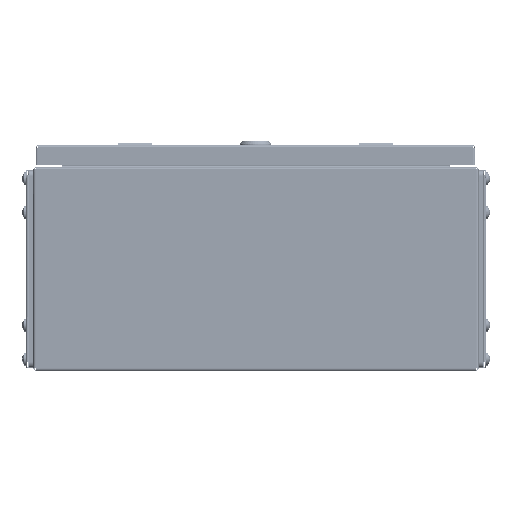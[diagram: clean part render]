
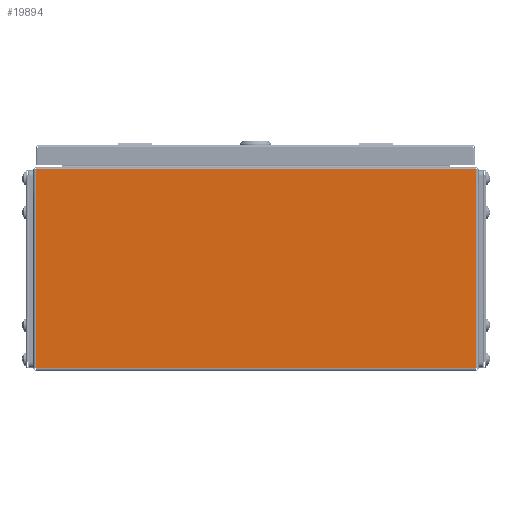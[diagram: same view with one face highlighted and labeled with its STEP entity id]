
A CAD part, left-side view. The second image highlights one B-rep face of the part: STEP entity #19894.
In plain terms, the highlighted planar face has unit normal (-1, 0, 0).
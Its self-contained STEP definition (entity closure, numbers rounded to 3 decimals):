
#7424 = CARTESIAN_POINT ( 'NONE',  ( -250., -195.5, 1. ) ) ;
#7536 = VERTEX_POINT ( 'NONE', #86819 ) ;
#8835 = CARTESIAN_POINT ( 'NONE',  ( -250., -195.5, 177.5 ) ) ;
#11478 = CARTESIAN_POINT ( 'NONE',  ( -250., -195.5, 177.5 ) ) ;
#17284 = LINE ( 'NONE', #23895, #63970 ) ;
#17920 = FACE_OUTER_BOUND ( 'NONE', #45658, .T. ) ;
#18356 = DIRECTION ( 'NONE',  ( 0., 0., -1. ) ) ;
#18609 = DIRECTION ( 'NONE',  ( 0., 0., 1. ) ) ;
#19894 = ADVANCED_FACE ( 'NONE', ( #17920 ), #51461, .F. ) ;
#19895 = AXIS2_PLACEMENT_3D ( 'NONE', #44854, #38251, #18356 ) ;
#22832 = VERTEX_POINT ( 'NONE', #7424 ) ;
#23895 = CARTESIAN_POINT ( 'NONE',  ( -250., 195.5, 1. ) ) ;
#25830 = ORIENTED_EDGE ( 'NONE', *, *, #51657, .F. ) ;
#26420 = EDGE_CURVE ( 'NONE', #7536, #56991, #49357, .T. ) ;
#36020 = VECTOR ( 'NONE', #60763, 1000. ) ;
#36567 = DIRECTION ( 'NONE',  ( 0., 0., -1. ) ) ;
#37594 = ORIENTED_EDGE ( 'NONE', *, *, #39052, .T. ) ;
#38251 = DIRECTION ( 'NONE',  ( 1., 0., 0. ) ) ;
#39052 = EDGE_CURVE ( 'NONE', #45162, #7536, #73570, .T. ) ;
#41551 = EDGE_CURVE ( 'NONE', #22832, #45162, #59630, .T. ) ;
#42371 = ORIENTED_EDGE ( 'NONE', *, *, #26420, .T. ) ;
#42921 = DIRECTION ( 'NONE',  ( 0., 1., 0. ) ) ;
#43194 = CARTESIAN_POINT ( 'NONE',  ( -250., 195.5, 0. ) ) ;
#44854 = CARTESIAN_POINT ( 'NONE',  ( -250., 0., 0. ) ) ;
#45162 = VERTEX_POINT ( 'NONE', #8835 ) ;
#45658 = EDGE_LOOP ( 'NONE', ( #37594, #42371, #25830, #69689 ) ) ;
#49357 = LINE ( 'NONE', #43194, #72664 ) ;
#51461 = PLANE ( 'NONE',  #19895 ) ;
#51657 = EDGE_CURVE ( 'NONE', #22832, #56991, #17284, .T. ) ;
#56991 = VERTEX_POINT ( 'NONE', #64275 ) ;
#58351 = VECTOR ( 'NONE', #18609, 1000. ) ;
#59630 = LINE ( 'NONE', #66696, #58351 ) ;
#60763 = DIRECTION ( 'NONE',  ( 0., 1., 0. ) ) ;
#63970 = VECTOR ( 'NONE', #42921, 1000. ) ;
#64275 = CARTESIAN_POINT ( 'NONE',  ( -250., 195.5, 1. ) ) ;
#66696 = CARTESIAN_POINT ( 'NONE',  ( -250., -195.5, 0. ) ) ;
#69689 = ORIENTED_EDGE ( 'NONE', *, *, #41551, .T. ) ;
#72664 = VECTOR ( 'NONE', #36567, 1000. ) ;
#73570 = LINE ( 'NONE', #11478, #36020 ) ;
#86819 = CARTESIAN_POINT ( 'NONE',  ( -250., 195.5, 177.5 ) ) ;
